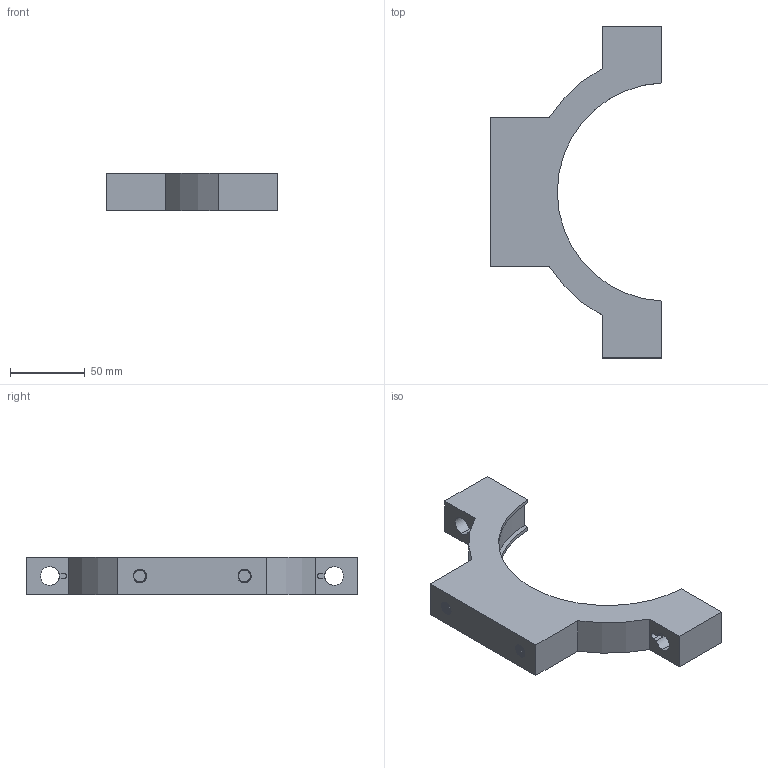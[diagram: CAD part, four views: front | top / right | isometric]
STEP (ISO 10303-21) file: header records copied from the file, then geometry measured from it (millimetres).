
FILE_DESCRIPTION (( 'STEP AP214' ), '1' );
FILE_NAME ('Strap No.2.STEP', '2025-02-11T20:03:48', ( '' ), ( '' ), 'SwSTEP 2.0', 'SolidWorks 2024', '' );
FILE_SCHEMA (( 'AUTOMOTIVE_DESIGN' ));
Length unit declared in the file: millimetre
Products named in the file (1): Strap No.2
Bounding box: 115 x 222 x 25 mm (x, y, z)
Volume: 217851.8 mm3; surface area: 44053 mm2
Topology: 1 solids, 1 shells, 146 faces, 422 edges, 280 vertices
Faces by surface type: cylinder 117, plane 23, bspline 6
Entity records: 12671 total; most frequent: CARTESIAN_POINT 9419, ORIENTED_EDGE 844, DIRECTION 526, EDGE_CURVE 422, VERTEX_POINT 280, AXIS2_PLACEMENT_3D 177, VECTOR 172, LINE 172
